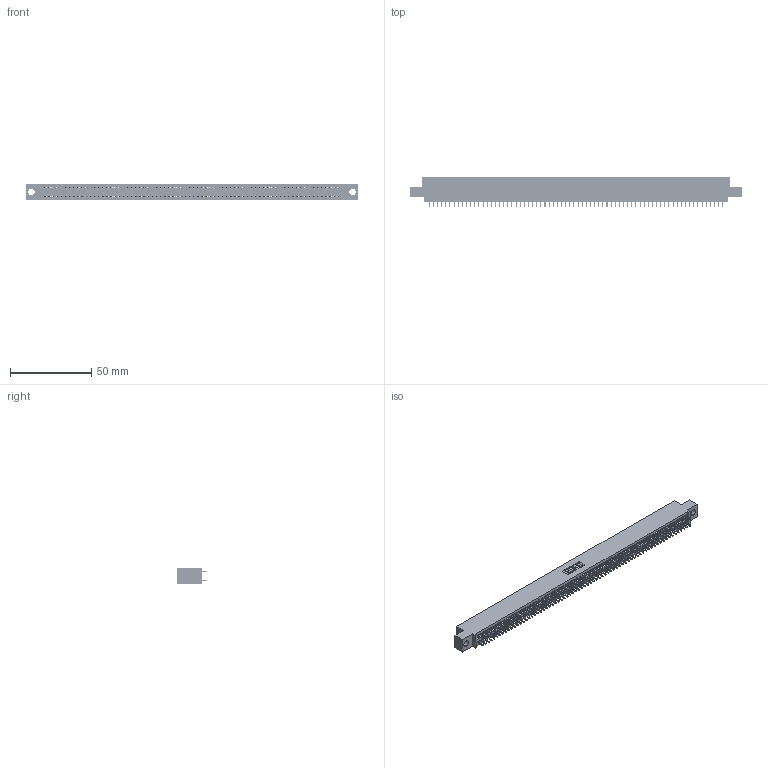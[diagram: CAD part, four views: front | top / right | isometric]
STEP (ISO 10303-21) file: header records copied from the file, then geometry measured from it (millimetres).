
FILE_DESCRIPTION (( 'STEP AP203' ), '1' );
FILE_NAME ('395-144-521-504.STEP', '2021-06-18T06:03:12', ( '' ), ( '' ), 'SwSTEP 2.0', 'SolidWorks 2020', '' );
FILE_SCHEMA (( 'CONFIG_CONTROL_DESIGN' ));
Length unit declared in the file: inch
Products named in the file (3): 345 Part_0.110 Offset - 0.156 Dia-TI; 345-292-001_345-293-121; 395-144-521-504
Assembly tree (145 placements, depth 2):
  395-144-521-504
    345 Part_0.110 Offset - 0.156 Dia-TI
    345-292-001_345-293-121  x144
Bounding box: 204.09 x 18.72 x 9.4 mm (x, y, z)
Volume: 19865.8 mm3; surface area: 29507.9 mm2
Topology: 145 solids, 145 shells, 7344 faces, 21845 edges, 14370 vertices
Faces by surface type: plane 4850, cylinder 2494
Entity records: 53023 total; most frequent: CARTESIAN_POINT 8866, ORIENTED_EDGE 8798, DIRECTION 7779, EDGE_CURVE 4399, VECTOR 3979, LINE 3979, VERTEX_POINT 2930, AXIS2_PLACEMENT_3D 1900
